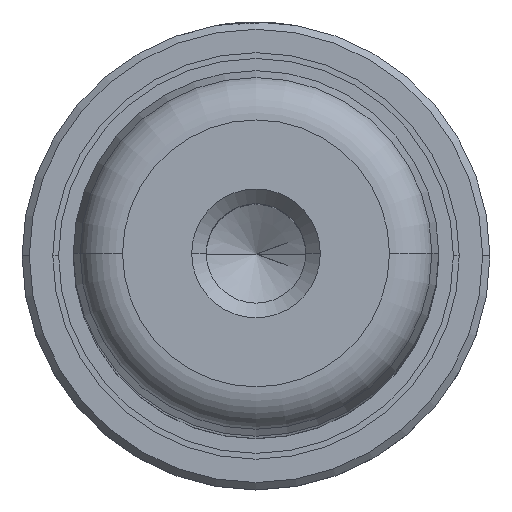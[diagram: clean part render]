
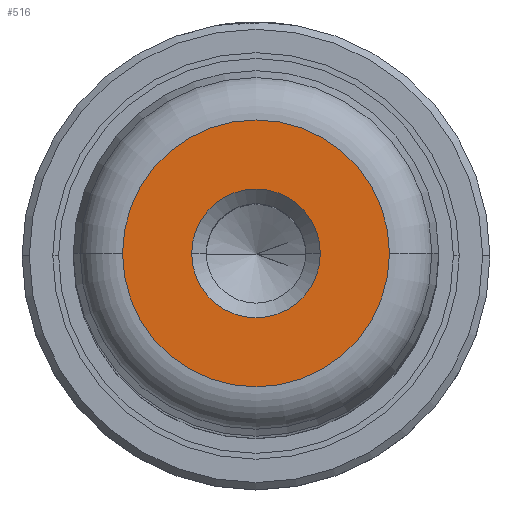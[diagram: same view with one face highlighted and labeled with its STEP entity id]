
A CAD part, top view. The second image highlights one B-rep face of the part: STEP entity #516.
In plain terms, the highlighted planar face has unit normal (0, 0, 1).
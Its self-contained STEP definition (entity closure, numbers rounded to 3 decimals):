
#43 = CIRCLE ( 'NONE', #1355, 4.4 ) ;
#190 = CARTESIAN_POINT ( 'NONE',  ( 0., 0., 160. ) ) ;
#288 = EDGE_CURVE ( 'NONE', #1825, #1548, #1080, .T. ) ;
#295 = DIRECTION ( 'NONE',  ( 1., 0., 0. ) ) ;
#304 = DIRECTION ( 'NONE',  ( 1., 0., 0. ) ) ;
#323 = CARTESIAN_POINT ( 'NONE',  ( 0., 0., 160. ) ) ;
#340 = DIRECTION ( 'NONE',  ( 0., 0., 1. ) ) ;
#483 = ORIENTED_EDGE ( 'NONE', *, *, #1232, .T. ) ;
#503 = DIRECTION ( 'NONE',  ( 1., 0., 0. ) ) ;
#510 = DIRECTION ( 'NONE',  ( 0., 0., 1. ) ) ;
#516 = ADVANCED_FACE ( 'NONE', ( #770, #1884 ), #530, .T. ) ;
#522 = CARTESIAN_POINT ( 'NONE',  ( 0., 0., 160. ) ) ;
#530 = PLANE ( 'NONE',  #995 ) ;
#609 = AXIS2_PLACEMENT_3D ( 'NONE', #323, #340, #304 ) ;
#757 = AXIS2_PLACEMENT_3D ( 'NONE', #190, #948, #295 ) ;
#770 = FACE_BOUND ( 'NONE', #2180, .T. ) ;
#864 = EDGE_CURVE ( 'NONE', #1548, #1825, #43, .T. ) ;
#942 = DIRECTION ( 'NONE',  ( 1., 0., 0. ) ) ;
#948 = DIRECTION ( 'NONE',  ( 0., 0., 1. ) ) ;
#952 = DIRECTION ( 'NONE',  ( 0., 0., -1. ) ) ;
#954 = CARTESIAN_POINT ( 'NONE',  ( 0., 0., 160. ) ) ;
#964 = CARTESIAN_POINT ( 'NONE',  ( -4.4, 0., 160. ) ) ;
#995 = AXIS2_PLACEMENT_3D ( 'NONE', #522, #510, #503 ) ;
#1080 = CIRCLE ( 'NONE', #1638, 4.4 ) ;
#1122 = ORIENTED_EDGE ( 'NONE', *, *, #1242, .T. ) ;
#1127 = VERTEX_POINT ( 'NONE', #1737 ) ;
#1232 = EDGE_CURVE ( 'NONE', #1127, #1524, #1317, .T. ) ;
#1242 = EDGE_CURVE ( 'NONE', #1524, #1127, #2191, .T. ) ;
#1248 = EDGE_LOOP ( 'NONE', ( #483, #1122 ) ) ;
#1270 = ORIENTED_EDGE ( 'NONE', *, *, #864, .T. ) ;
#1317 = CIRCLE ( 'NONE', #609, 9.126 ) ;
#1355 = AXIS2_PLACEMENT_3D ( 'NONE', #1547, #1542, #1528 ) ;
#1524 = VERTEX_POINT ( 'NONE', #1777 ) ;
#1528 = DIRECTION ( 'NONE',  ( 1., 0., 0. ) ) ;
#1542 = DIRECTION ( 'NONE',  ( 0., 0., -1. ) ) ;
#1547 = CARTESIAN_POINT ( 'NONE',  ( 0., 0., 160. ) ) ;
#1548 = VERTEX_POINT ( 'NONE', #1766 ) ;
#1638 = AXIS2_PLACEMENT_3D ( 'NONE', #954, #952, #942 ) ;
#1737 = CARTESIAN_POINT ( 'NONE',  ( 9.126, 0., 160. ) ) ;
#1766 = CARTESIAN_POINT ( 'NONE',  ( 4.4, 0., 160. ) ) ;
#1777 = CARTESIAN_POINT ( 'NONE',  ( -9.126, 0., 160. ) ) ;
#1825 = VERTEX_POINT ( 'NONE', #964 ) ;
#1884 = FACE_OUTER_BOUND ( 'NONE', #1248, .T. ) ;
#2100 = ORIENTED_EDGE ( 'NONE', *, *, #288, .T. ) ;
#2180 = EDGE_LOOP ( 'NONE', ( #1270, #2100 ) ) ;
#2191 = CIRCLE ( 'NONE', #757, 9.126 ) ;
